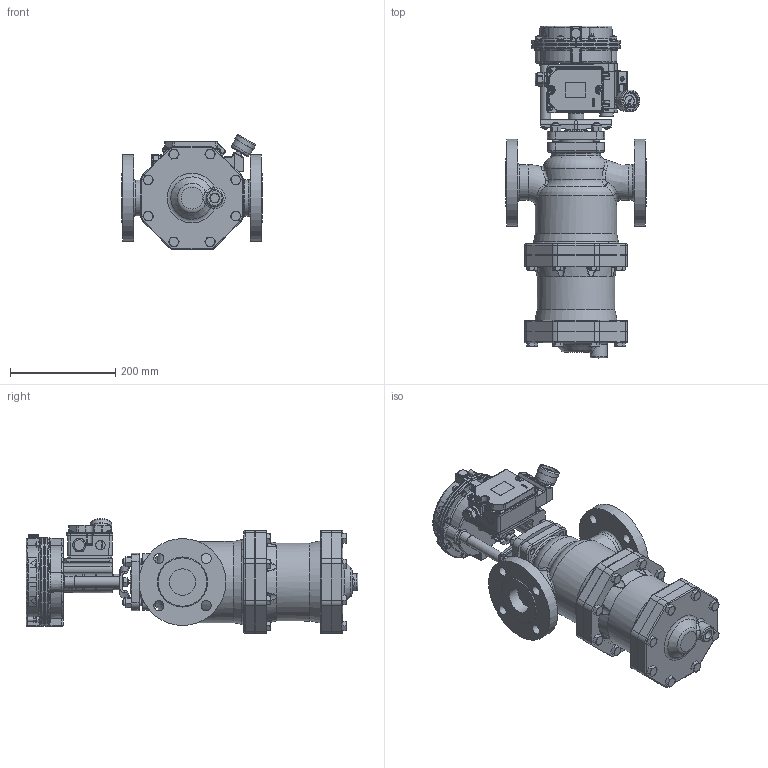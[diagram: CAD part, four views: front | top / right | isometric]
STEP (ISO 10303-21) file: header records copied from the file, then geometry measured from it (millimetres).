
FILE_DESCRIPTION(/* description */ (''),/* implementation_level */ '2;1');
FILE_NAME(/* name */ 'rcv16-050-a0300-00.stp',/* time_stamp */ '2020-09-11T08:59:56+09:00',/* author */ ('nakaot'),/* organization */ (''),/* preprocessor_version */ 'ST-DEVELOPER v18',/* originating_system */ 'Autodesk Inventor 2020',/* authorisation */ '');
FILE_SCHEMA (('AUTOMOTIVE_DESIGN { 1 0 10303 214 3 1 1 }'));
Length unit declared in the file: millimetre
Products named in the file (1): 50A-CV-COS16_A30
Bounding box: 267 x 630 x 217.89 mm (x, y, z)
Volume: 11009031.6 mm3; surface area: 814508.7 mm2
Topology: 2 solids, 13 shells, 4082 faces, 10411 edges, 6541 vertices
Faces by surface type: plane 1545, cylinder 810, bspline 785, cone 629, torus 254, sphere 59
Full cylindrical faces by diameter (mm): 1 x1, 1.72 x2, 2 x2, 3 x1, 4 x2, 4.019 x4, 4.2 x2, 4.4 x2, 4.5 x2, 4.773 x6, 5 x6, 6.5 x1, 6.6 x1, 7.2 x2, 8 x5, 8.5 x1, 8.57 x1, 9 x2, 9.5 x2, 9.73 x1, 9.75 x1, 10 x13, 12 x44, 12.5 x8, 13 x4, 14 x26, 14.1 x1, 17.475 x1, 18 x1, 18.014 x1
Entity records: 163572 total; most frequent: CARTESIAN_POINT 68404, ORIENTED_EDGE 20722, DIRECTION 18336, EDGE_CURVE 10361, AXIS2_PLACEMENT_3D 7058, VERTEX_POINT 6541, EDGE_LOOP 4428, LINE 4220
